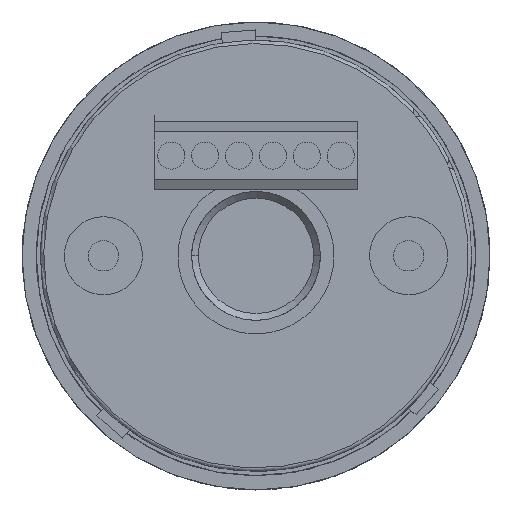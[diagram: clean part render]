
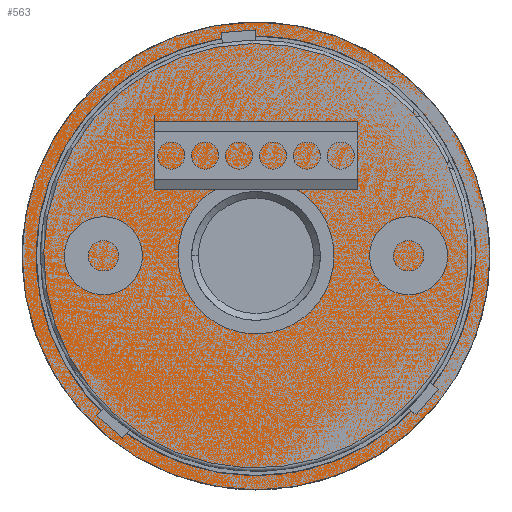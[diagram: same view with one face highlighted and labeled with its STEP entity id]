
A CAD part, top view. The second image highlights one B-rep face of the part: STEP entity #563.
In plain terms, the highlighted planar face has unit normal (0, 0, 1).
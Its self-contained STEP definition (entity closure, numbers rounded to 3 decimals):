
#483=CARTESIAN_POINT('',(257.73,-124.354,-4.867));
#484=VERTEX_POINT('',#483);
#493=CARTESIAN_POINT('',(188.729,-124.354,-4.867));
#494=VERTEX_POINT('',#493);
#495=CARTESIAN_POINT('',(223.229,-124.354,-4.867));
#496=DIRECTION('',(0.0,0.0,1.0));
#497=DIRECTION('',(1.0,0.0,0.0));
#498=AXIS2_PLACEMENT_3D('',#495,#496,#497);
#499=CIRCLE('',#498,34.501);
#500=EDGE_CURVE('',#494,#484,#499,.T.);
#534=CARTESIAN_POINT('',(223.229,-124.354,-4.867));
#535=DIRECTION('',(0.0,0.0,1.0));
#536=DIRECTION('',(1.0,0.0,0.0));
#537=AXIS2_PLACEMENT_3D('',#534,#535,#536);
#538=CIRCLE('',#537,34.501);
#539=EDGE_CURVE('',#484,#494,#538,.T.);
#554=CARTESIAN_POINT('',(223.229,-124.354,-4.867));
#555=DIRECTION('',(0.0,0.0,1.0));
#556=DIRECTION('',(1.0,0.0,0.0));
#557=AXIS2_PLACEMENT_3D('',#554,#555,#556);
#558=PLANE('',#557);
#559=ORIENTED_EDGE('',*,*,#539,.T.);
#560=ORIENTED_EDGE('',*,*,#500,.T.);
#561=EDGE_LOOP('',(#559,#560));
#562=FACE_OUTER_BOUND('',#561,.T.);
#563=ADVANCED_FACE('',(#562),#558,.T.);
